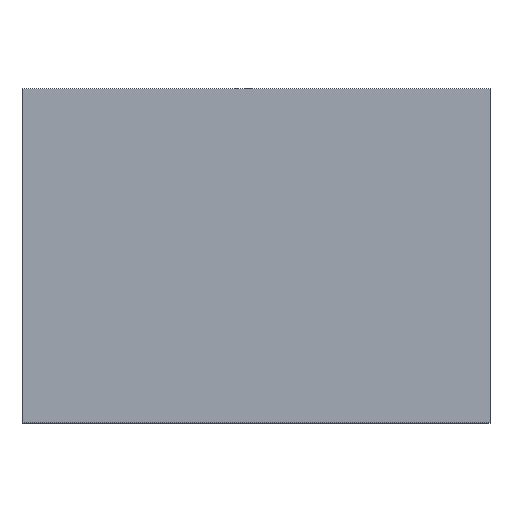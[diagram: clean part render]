
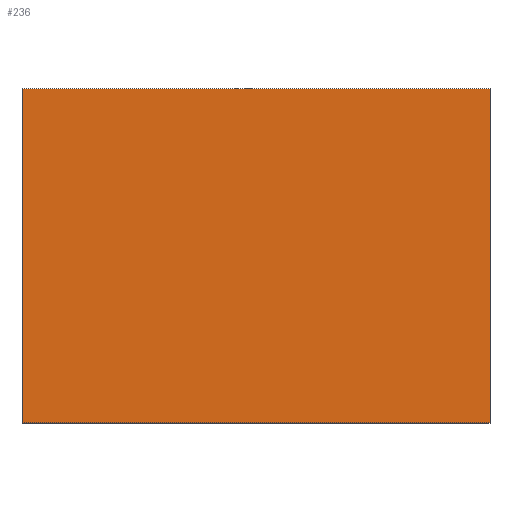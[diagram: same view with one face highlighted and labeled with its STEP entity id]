
A CAD part, top view. The second image highlights one B-rep face of the part: STEP entity #236.
In plain terms, the highlighted planar face has unit normal (0, 0, 1).
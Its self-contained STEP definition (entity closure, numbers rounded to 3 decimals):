
#43 = VERTEX_POINT('',#44);
#44 = CARTESIAN_POINT('',(-3.5,-2.5,5.));
#50 = EDGE_CURVE('',#51,#43,#53,.T.);
#51 = VERTEX_POINT('',#52);
#52 = CARTESIAN_POINT('',(-3.5,2.5,5.));
#53 = LINE('',#54,#55);
#54 = CARTESIAN_POINT('',(-3.5,2.5,5.));
#55 = VECTOR('',#56,1.);
#56 = DIRECTION('',(0.,-1.,0.));
#146 = EDGE_CURVE('',#51,#147,#149,.T.);
#147 = VERTEX_POINT('',#148);
#148 = CARTESIAN_POINT('',(3.5,2.5,5.));
#149 = LINE('',#150,#151);
#150 = CARTESIAN_POINT('',(-3.5,2.5,5.));
#151 = VECTOR('',#152,1.);
#152 = DIRECTION('',(1.,0.,0.));
#202 = EDGE_CURVE('',#43,#203,#205,.T.);
#203 = VERTEX_POINT('',#204);
#204 = CARTESIAN_POINT('',(3.5,-2.5,5.));
#205 = LINE('',#206,#207);
#206 = CARTESIAN_POINT('',(-3.5,-2.5,5.));
#207 = VECTOR('',#208,1.);
#208 = DIRECTION('',(1.,0.,0.));
#236 = ADVANCED_FACE('',(#237),#248,.T.);
#237 = FACE_BOUND('',#238,.T.);
#238 = EDGE_LOOP('',(#239,#240,#241,#247));
#239 = ORIENTED_EDGE('',*,*,#50,.T.);
#240 = ORIENTED_EDGE('',*,*,#202,.T.);
#241 = ORIENTED_EDGE('',*,*,#242,.F.);
#242 = EDGE_CURVE('',#147,#203,#243,.T.);
#243 = LINE('',#244,#245);
#244 = CARTESIAN_POINT('',(3.5,2.5,5.));
#245 = VECTOR('',#246,1.);
#246 = DIRECTION('',(0.,-1.,0.));
#247 = ORIENTED_EDGE('',*,*,#146,.F.);
#248 = PLANE('',#249);
#249 = AXIS2_PLACEMENT_3D('',#250,#251,#252);
#250 = CARTESIAN_POINT('',(-3.5,2.5,5.));
#251 = DIRECTION('',(0.,0.,1.));
#252 = DIRECTION('',(1.,0.,0.));
